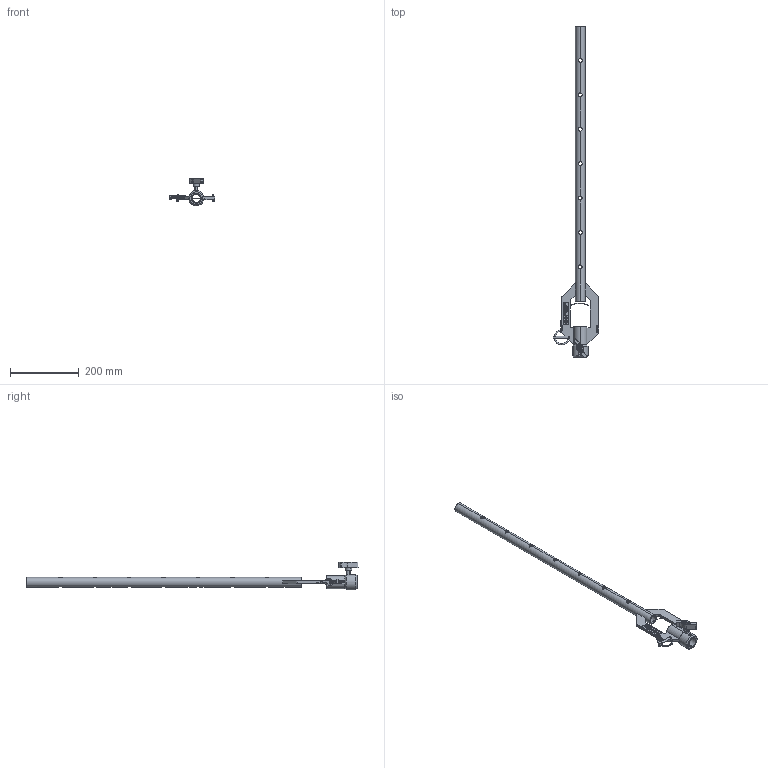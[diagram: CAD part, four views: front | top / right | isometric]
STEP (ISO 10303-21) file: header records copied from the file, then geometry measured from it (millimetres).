
FILE_DESCRIPTION (( 'STEP AP203' ), '1' );
FILE_NAME ('T45614.STEP', '2018-07-27T13:14:33', ( '' ), ( '' ), 'SwSTEP 2.0', 'SolidWorks 2016', '' );
FILE_SCHEMA (( 'CONFIG_CONTROL_DESIGN' ));
Length unit declared in the file: millimetre
Products named in the file (12): T45614; T21000; TH1525; TH1523_TH1524; Doughty Knob_S0140; T45610_LABEL_T45614_LABEL; TH1846_TH1848; TH1523_TH1523; T28380; S2605_Default2; S1426; TH1840_TH1842
Assembly tree (12 placements, depth 3):
  T45614
    TH1846_TH1848
      TH1525
      TH1523_TH1523
      TH1523_TH1524
      TH1840_TH1842
    T28380
      S2605_Default2
      T21000
      S1426  x2
    Doughty Knob_S0140
    T45610_LABEL_T45614_LABEL
Bounding box: 133 x 964.9 x 81.3 mm (x, y, z)
Volume: 270992.7 mm3; surface area: 185099.2 mm2
Topology: 10 solids, 10 shells, 930 faces, 2515 edges, 1664 vertices
Faces by surface type: plane 554, bspline 187, cylinder 145, torus 26, cone 18
Entity records: 43167 total; most frequent: CARTESIAN_POINT 19697, ORIENTED_EDGE 5018, DIRECTION 3811, EDGE_CURVE 2509, VECTOR 1707, LINE 1707, VERTEX_POINT 1660, AXIS2_PLACEMENT_3D 1052
